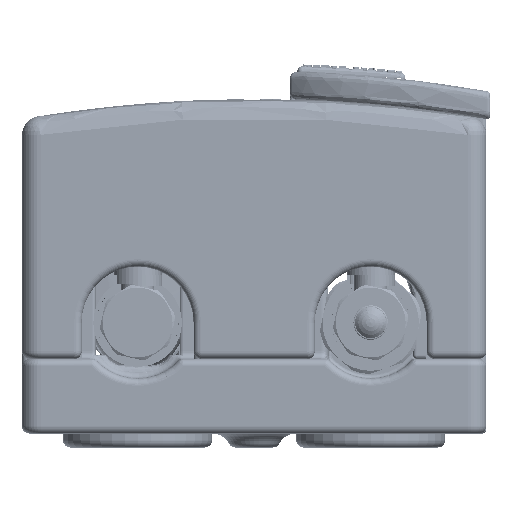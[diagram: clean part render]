
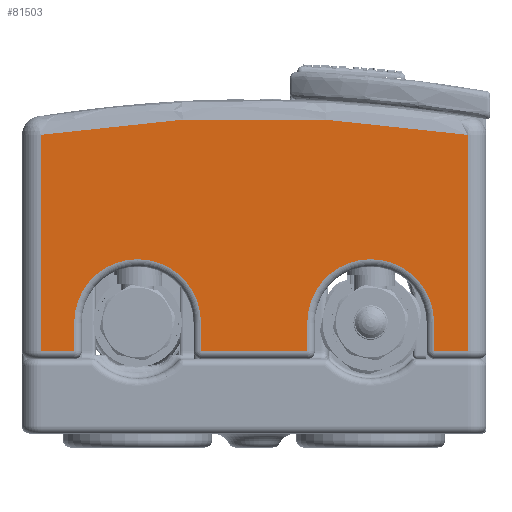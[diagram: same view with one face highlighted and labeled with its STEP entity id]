
A CAD part, front view. The second image highlights one B-rep face of the part: STEP entity #81503.
In plain terms, the highlighted planar face has unit normal (0, -1, 0).
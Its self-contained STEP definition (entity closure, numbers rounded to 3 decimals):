
#2528=B_SPLINE_CURVE_WITH_KNOTS('',3,(#119466,#119467,#119468,#119469,#119470),
 .UNSPECIFIED.,.F.,.F.,(4,1,4),(-23.839,-13.984,-0.842),
 .UNSPECIFIED.);
#7437=CIRCLE('',#86772,34.);
#7486=CIRCLE('',#86873,34.);
#11078=FACE_OUTER_BOUND('',#16007,.T.);
#16007=EDGE_LOOP('',(#51843,#51844,#51845,#51846,#51847,#51848,#51849,#51850,
#51851,#51852,#51853,#51854));
#21022=LINE('',#116502,#26098);
#21025=LINE('',#116510,#26101);
#21118=LINE('',#120633,#26194);
#21149=LINE('',#120874,#26225);
#21151=LINE('',#120882,#26227);
#21154=LINE('',#120890,#26230);
#21176=LINE('',#121370,#26252);
#21178=LINE('',#121376,#26254);
#21179=LINE('',#121377,#26255);
#26098=VECTOR('',#94404,1000.);
#26101=VECTOR('',#94413,1000.);
#26194=VECTOR('',#94910,1000.);
#26225=VECTOR('',#95095,1000.);
#26227=VECTOR('',#95103,1000.);
#26230=VECTOR('',#95112,1000.);
#26252=VECTOR('',#95224,1000.);
#26254=VECTOR('',#95230,1000.);
#26255=VECTOR('',#95231,1000.);
#31215=VERTEX_POINT('',#116490);
#31217=VERTEX_POINT('',#116498);
#31219=VERTEX_POINT('',#116501);
#31375=VERTEX_POINT('',#119254);
#31376=VERTEX_POINT('',#119342);
#31412=VERTEX_POINT('',#120692);
#31448=VERTEX_POINT('',#120870);
#31450=VERTEX_POINT('',#120873);
#31452=VERTEX_POINT('',#120879);
#31460=VERTEX_POINT('',#121361);
#31462=VERTEX_POINT('',#121369);
#31464=VERTEX_POINT('',#121375);
#38695=EDGE_CURVE('',#31217,#31219,#21022,.T.);
#38700=EDGE_CURVE('',#31215,#31217,#21025,.T.);
#38931=EDGE_CURVE('',#31376,#31375,#2528,.T.);
#38983=EDGE_CURVE('',#31375,#31215,#21118,.T.);
#39012=EDGE_CURVE('',#31219,#31412,#7437,.T.);
#39070=EDGE_CURVE('',#31448,#31450,#21149,.T.);
#39074=EDGE_CURVE('',#31452,#31448,#21151,.T.);
#39079=EDGE_CURVE('',#31412,#31452,#21154,.T.);
#39117=EDGE_CURVE('',#31450,#31460,#7486,.T.);
#39121=EDGE_CURVE('',#31462,#31376,#21176,.T.);
#39124=EDGE_CURVE('',#31464,#31462,#21178,.T.);
#39125=EDGE_CURVE('',#31460,#31464,#21179,.T.);
#51843=ORIENTED_EDGE('',*,*,#39117,.F.);
#51844=ORIENTED_EDGE('',*,*,#39070,.F.);
#51845=ORIENTED_EDGE('',*,*,#39074,.F.);
#51846=ORIENTED_EDGE('',*,*,#39079,.F.);
#51847=ORIENTED_EDGE('',*,*,#39012,.F.);
#51848=ORIENTED_EDGE('',*,*,#38695,.F.);
#51849=ORIENTED_EDGE('',*,*,#38700,.F.);
#51850=ORIENTED_EDGE('',*,*,#38983,.F.);
#51851=ORIENTED_EDGE('',*,*,#38931,.F.);
#51852=ORIENTED_EDGE('',*,*,#39121,.F.);
#51853=ORIENTED_EDGE('',*,*,#39124,.F.);
#51854=ORIENTED_EDGE('',*,*,#39125,.F.);
#74879=PLANE('',#86879);
#81503=ADVANCED_FACE('',(#11078),#74879,.F.);
#86772=AXIS2_PLACEMENT_3D('',#120693,#94971,#94972);
#86873=AXIS2_PLACEMENT_3D('',#121362,#95213,#95214);
#86879=AXIS2_PLACEMENT_3D('',#121374,#95228,#95229);
#94404=DIRECTION('',(0.,0.,1.));
#94413=DIRECTION('',(-1.,0.,0.));
#94910=DIRECTION('',(0.,0.,-1.));
#94971=DIRECTION('center_axis',(0.,-1.,0.));
#94972=DIRECTION('ref_axis',(0.,0.,
1.));
#95095=DIRECTION('',(0.,0.,1.));
#95103=DIRECTION('',(-1.,0.,0.));
#95112=DIRECTION('',(0.,0.,-1.));
#95213=DIRECTION('center_axis',(0.,-1.,0.));
#95214=DIRECTION('ref_axis',(0.,0.,
1.));
#95224=DIRECTION('',(0.,0.,1.));
#95228=DIRECTION('center_axis',(0.,1.,0.));
#95229=DIRECTION('ref_axis',(1.,0.,0.));
#95230=DIRECTION('',(-1.,0.,0.));
#95231=DIRECTION('',(0.,0.,-1.));
#116490=CARTESIAN_POINT('',(179.99,40.088,83.25));
#116498=CARTESIAN_POINT('',(161.99,40.088,83.25));
#116501=CARTESIAN_POINT('',(161.99,40.088,98.75));
#116502=CARTESIAN_POINT('',(161.99,40.088,119.406));
#116510=CARTESIAN_POINT('',(65.49,40.088,83.25));
#119254=CARTESIAN_POINT('',(179.99,40.088,199.421));
#119342=CARTESIAN_POINT('',(-49.01,40.088,199.421));
#119466=CARTESIAN_POINT('Ctrl Pts',(-49.01,40.088,
199.421));
#119467=CARTESIAN_POINT('Ctrl Pts',(-16.569,40.088,
204.608));
#119468=CARTESIAN_POINT('Ctrl Pts',(59.946,40.088,211.682));
#119469=CARTESIAN_POINT('Ctrl Pts',(136.736,40.088,206.337));
#119470=CARTESIAN_POINT('Ctrl Pts',(179.99,40.088,199.421));
#120633=CARTESIAN_POINT('',(179.99,40.088,149.406));
#120692=CARTESIAN_POINT('',(93.99,40.088,98.75));
#120693=CARTESIAN_POINT('Origin',(127.99,40.088,98.75));
#120870=CARTESIAN_POINT('',(36.99,40.088,83.25));
#120873=CARTESIAN_POINT('',(36.99,40.088,98.75));
#120874=CARTESIAN_POINT('',(36.99,40.088,119.406));
#120879=CARTESIAN_POINT('',(93.99,40.088,83.25));
#120882=CARTESIAN_POINT('',(65.49,40.088,83.25));
#120890=CARTESIAN_POINT('',(93.99,40.088,109.656));
#121361=CARTESIAN_POINT('',(-31.01,40.088,98.75));
#121362=CARTESIAN_POINT('Origin',(2.99,40.088,98.75));
#121369=CARTESIAN_POINT('',(-49.01,40.088,83.25));
#121370=CARTESIAN_POINT('',(-49.01,40.088,149.406));
#121374=CARTESIAN_POINT('Origin',(65.49,40.088,140.061));
#121375=CARTESIAN_POINT('',(-31.01,40.088,83.25));
#121376=CARTESIAN_POINT('',(65.49,40.088,83.25));
#121377=CARTESIAN_POINT('',(-31.01,40.088,109.656));
